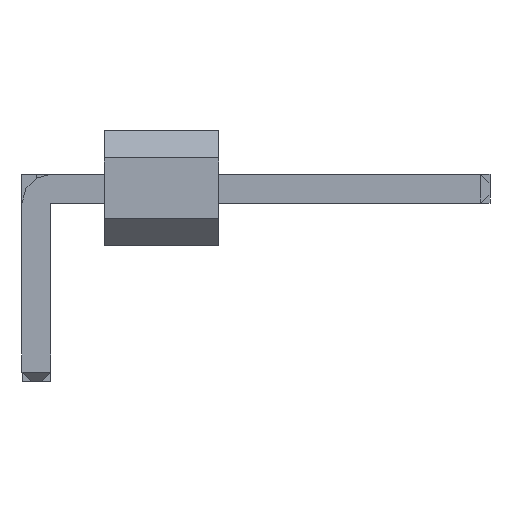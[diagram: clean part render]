
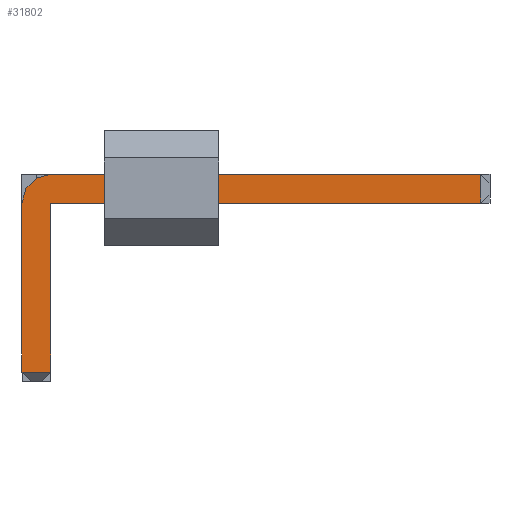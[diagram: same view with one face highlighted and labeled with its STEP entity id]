
A CAD part, front view. The second image highlights one B-rep face of the part: STEP entity #31802.
In plain terms, the highlighted planar face has unit normal (0, -1, 0).
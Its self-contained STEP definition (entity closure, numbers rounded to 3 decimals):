
#31587 = VERTEX_POINT('',#31588);
#31588 = CARTESIAN_POINT('',(0.32,-0.32,1.58));
#31594 = EDGE_CURVE('',#31587,#31595,#31597,.T.);
#31595 = VERTEX_POINT('',#31596);
#31596 = CARTESIAN_POINT('',(9.84,-0.32,1.58));
#31597 = LINE('',#31598,#31599);
#31598 = CARTESIAN_POINT('',(0.,-0.32,1.58));
#31599 = VECTOR('',#31600,1.);
#31600 = DIRECTION('',(1.,0.,0.));
#31618 = VERTEX_POINT('',#31619);
#31619 = CARTESIAN_POINT('',(-0.32,-0.32,0.94));
#31625 = EDGE_CURVE('',#31587,#31618,#31626,.T.);
#31626 = CIRCLE('',#31627,0.64);
#31627 = AXIS2_PLACEMENT_3D('',#31628,#31629,#31630);
#31628 = CARTESIAN_POINT('',(0.32,-0.32,0.94));
#31629 = DIRECTION('',(0.,-1.,0.));
#31630 = DIRECTION('',(0.,0.,-1.));
#31674 = VERTEX_POINT('',#31675);
#31675 = CARTESIAN_POINT('',(-0.32,-0.32,-2.8));
#31681 = EDGE_CURVE('',#31618,#31674,#31682,.T.);
#31682 = LINE('',#31683,#31684);
#31683 = CARTESIAN_POINT('',(-0.32,-0.32,0.94));
#31684 = VECTOR('',#31685,1.);
#31685 = DIRECTION('',(0.,0.,-1.));
#31698 = VERTEX_POINT('',#31699);
#31699 = CARTESIAN_POINT('',(9.84,-0.32,0.94));
#31705 = EDGE_CURVE('',#31698,#31706,#31708,.T.);
#31706 = VERTEX_POINT('',#31707);
#31707 = CARTESIAN_POINT('',(0.32,-0.32,0.94));
#31708 = LINE('',#31709,#31710);
#31709 = CARTESIAN_POINT('',(0.,-0.32,0.94));
#31710 = VECTOR('',#31711,1.);
#31711 = DIRECTION('',(-1.,0.,0.));
#31760 = VERTEX_POINT('',#31761);
#31761 = CARTESIAN_POINT('',(0.32,-0.32,-2.8));
#31767 = EDGE_CURVE('',#31706,#31760,#31768,.T.);
#31768 = LINE('',#31769,#31770);
#31769 = CARTESIAN_POINT('',(0.32,-0.32,0.94));
#31770 = VECTOR('',#31771,1.);
#31771 = DIRECTION('',(0.,0.,-1.));
#31802 = ADVANCED_FACE('',(#31803),#31822,.T.);
#31803 = FACE_BOUND('',#31804,.T.);
#31804 = EDGE_LOOP('',(#31805,#31806,#31807,#31808,#31814,#31815,#31816)
  );
#31805 = ORIENTED_EDGE('',*,*,#31594,.F.);
#31806 = ORIENTED_EDGE('',*,*,#31625,.T.);
#31807 = ORIENTED_EDGE('',*,*,#31681,.T.);
#31808 = ORIENTED_EDGE('',*,*,#31809,.F.);
#31809 = EDGE_CURVE('',#31760,#31674,#31810,.T.);
#31810 = LINE('',#31811,#31812);
#31811 = CARTESIAN_POINT('',(0.32,-0.32,-2.8));
#31812 = VECTOR('',#31813,1.);
#31813 = DIRECTION('',(-1.,0.,0.));
#31814 = ORIENTED_EDGE('',*,*,#31767,.F.);
#31815 = ORIENTED_EDGE('',*,*,#31705,.F.);
#31816 = ORIENTED_EDGE('',*,*,#31817,.F.);
#31817 = EDGE_CURVE('',#31595,#31698,#31818,.T.);
#31818 = LINE('',#31819,#31820);
#31819 = CARTESIAN_POINT('',(9.84,-0.32,1.58));
#31820 = VECTOR('',#31821,1.);
#31821 = DIRECTION('',(0.,0.,-1.));
#31822 = PLANE('',#31823);
#31823 = AXIS2_PLACEMENT_3D('',#31824,#31825,#31826);
#31824 = CARTESIAN_POINT('',(3.578,-0.32,
    0.572));
#31825 = DIRECTION('',(0.,-1.,0.));
#31826 = DIRECTION('',(-1.,0.,0.));
